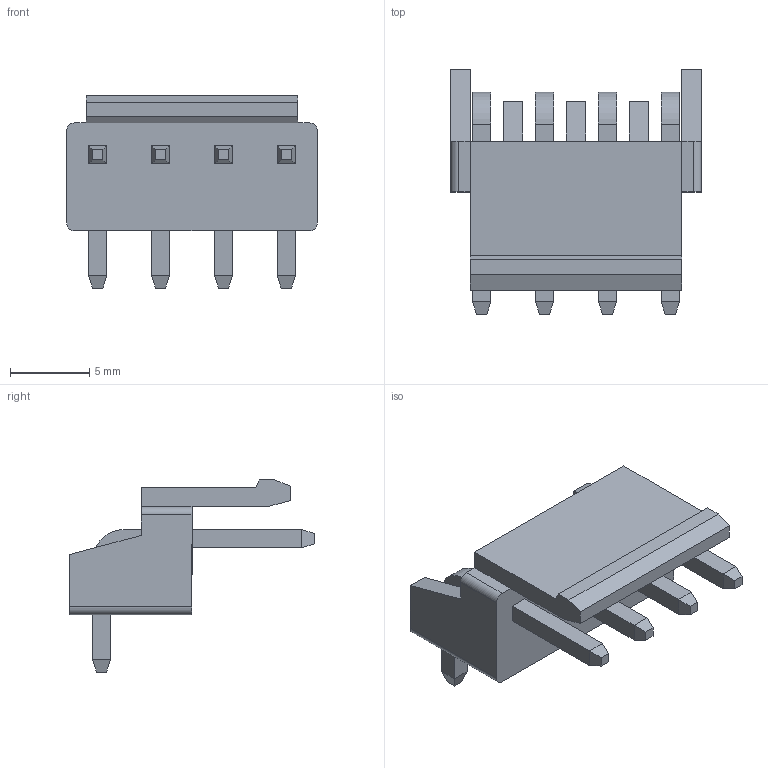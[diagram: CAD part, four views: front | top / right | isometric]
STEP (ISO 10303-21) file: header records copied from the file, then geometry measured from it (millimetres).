
FILE_DESCRIPTION(/* description */ (''),/* implementation_level */ '2;1');
FILE_NAME(/* name */ 'S4P-VH.step',/* time_stamp */ '2024-02-04T02:01:27-05:00',/* author */ (''),/* organization */ (''),/* preprocessor_version */ 'ST-DEVELOPER v20',/* originating_system */ 'Autodesk Translation Framework v12.14.0.127',/* authorisation */ '');
FILE_SCHEMA (('AUTOMOTIVE_DESIGN { 1 0 10303 214 3 1 1 }'));
Length unit declared in the file: millimetre
Products named in the file (1): (Unsaved)
Bounding box: 15.78 x 15.4 x 12.1 mm (x, y, z)
Volume: 681.1 mm3; surface area: 1076.8 mm2
Topology: 1 solids, 1 shells, 126 faces, 314 edges, 198 vertices
Faces by surface type: plane 114, cylinder 12
Entity records: 3753 total; most frequent: CARTESIAN_POINT 639, ORIENTED_EDGE 628, DIRECTION 592, EDGE_CURVE 314, LINE 290, VECTOR 290, VERTEX_POINT 198, AXIS2_PLACEMENT_3D 151
